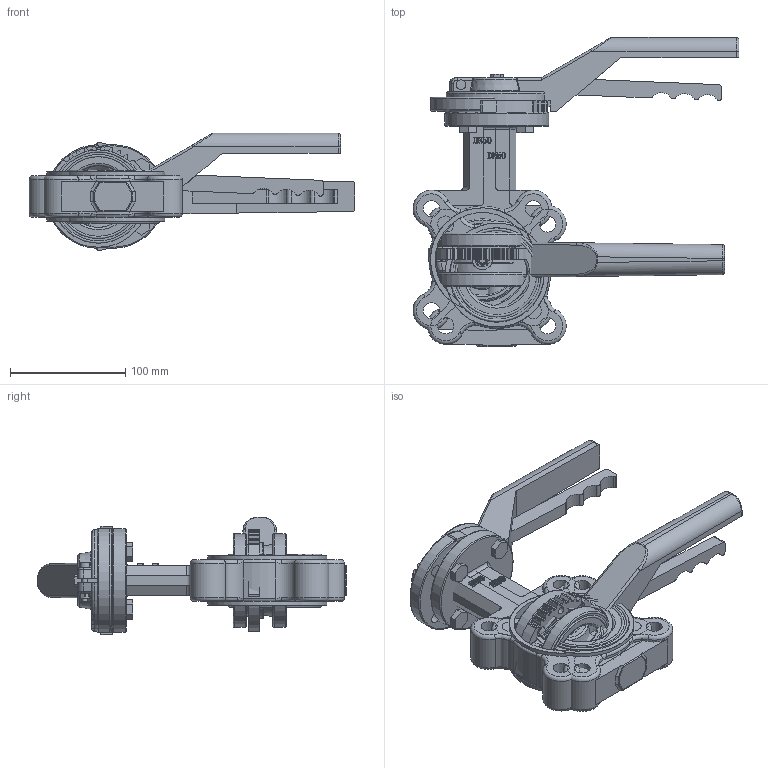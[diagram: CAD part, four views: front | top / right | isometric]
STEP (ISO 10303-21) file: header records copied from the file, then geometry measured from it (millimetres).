
FILE_DESCRIPTION( ( 'Unknown' ), '1' );
FILE_NAME( 'LUG_DN50.stp', 'Unknown', ( 'Unknown' ), ( 'Unknown' ), 'PSStep 13.0', 'Unknown', ' ' );
FILE_SCHEMA( ( 'AUTOMOTIVE_DESIGN { 1 0 10303 214 1 1 1 1 }' ) );
Length unit declared in the file: millimetre
Products named in the file (14): Assem1; Handhebel 040-150; LUG-DN50; DIN912M5x30; DIN934_M5; ISO-Flansch; bushing1; shaft2; shaft1; disc; seat; DN50概极; M8x20
Bounding box: 282.62 x 268 x 102.15 mm (x, y, z)
Surface area: 594097.8 mm2 (no closed solid volume)
Topology: 0 solids, 2343 shells, 2343 faces, 11796 edges, 11470 vertices
Faces by surface type: plane 967, cylinder 657, torus 246, extrusion 216, bspline 198, cone 59
Full cylindrical faces by diameter (mm): 4.134 x3, 4.917 x12, 5 x6, 6 x6, 6.647 x12, 7 x12, 8 x8, 8.5 x3, 9 x12, 10 x15, 12.6 x15, 12.75 x3, 12.83 x5, 14 x12, 14.5 x3, 17.45 x12, 17.53 x5, 21.8 x6, 23 x3, 56 x3, 61.8 x12, 71 x12, 81 x6, 82 x6, 90 x9
Entity records: 56248 total; most frequent: CARTESIAN_POINT 22013, DIRECTION 5668, ORIENTED_EDGE 3746, EDGE_CURVE 3746, VERTEX_POINT 3746, AXIS2_PLACEMENT_3D 1929, VECTOR 1810, LINE 1738
